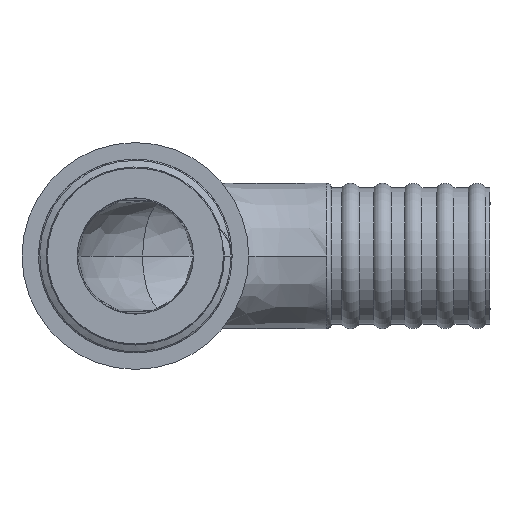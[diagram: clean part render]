
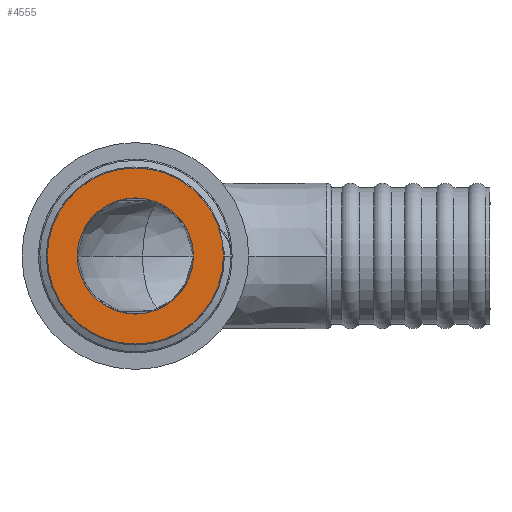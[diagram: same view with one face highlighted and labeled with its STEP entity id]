
A CAD part, front view. The second image highlights one B-rep face of the part: STEP entity #4555.
In plain terms, the highlighted planar face has unit normal (0, -1, 0).
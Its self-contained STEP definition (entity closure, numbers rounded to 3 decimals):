
#877 = VERTEX_POINT ( 'NONE', #3264 ) ;
#885 = VERTEX_POINT ( 'NONE', #3272 ) ;
#999 = EDGE_LOOP ( 'NONE', ( #3193, #3194 ) ) ;
#1046 = EDGE_LOOP ( 'NONE', ( #3191, #3192 ) ) ;
#2630 = CARTESIAN_POINT ( 'NONE',  ( 0., -54., 0. ) ) ;
#2631 = DIRECTION ( 'NONE',  ( 0., 1., 0. ) ) ;
#2632 = DIRECTION ( 'NONE',  ( 0., 0., 1. ) ) ;
#2696 = CARTESIAN_POINT ( 'NONE',  ( 0., -54., 0. ) ) ;
#2697 = DIRECTION ( 'NONE',  ( 0., 1., 0. ) ) ;
#2698 = DIRECTION ( 'NONE',  ( 0., 0., 1. ) ) ;
#2729 = CARTESIAN_POINT ( 'NONE',  ( -10., -54., 0. ) ) ;
#3094 = VERTEX_POINT ( 'NONE', #3328 ) ;
#3191 = ORIENTED_EDGE ( 'NONE', *, *, #4573, .F. ) ;
#3192 = ORIENTED_EDGE ( 'NONE', *, *, #3770, .F. ) ;
#3193 = ORIENTED_EDGE ( 'NONE', *, *, #4498, .F. ) ;
#3194 = ORIENTED_EDGE ( 'NONE', *, *, #4486, .F. ) ;
#3253 = VERTEX_POINT ( 'NONE', #2729 ) ;
#3264 = CARTESIAN_POINT ( 'NONE',  ( 0., -54., -15.146 ) ) ;
#3272 = CARTESIAN_POINT ( 'NONE',  ( 0., -54., 15.146 ) ) ;
#3328 = CARTESIAN_POINT ( 'NONE',  ( 10., -54., 0. ) ) ;
#3770 = EDGE_CURVE ( 'NONE', #3094, #3253, #4713, .T. ) ;
#3990 = CARTESIAN_POINT ( 'NONE',  ( 0., -54., 0. ) ) ;
#3991 = DIRECTION ( 'NONE',  ( 0., -1., 0. ) ) ;
#3992 = DIRECTION ( 'NONE',  ( 0., 0., -1. ) ) ;
#4486 = EDGE_CURVE ( 'NONE', #877, #885, #4823, .T. ) ;
#4498 = EDGE_CURVE ( 'NONE', #885, #877, #4828, .T. ) ;
#4555 = ADVANCED_FACE ( 'NONE', ( #5244, #5241 ), #5245, .T. ) ;
#4573 = EDGE_CURVE ( 'NONE', #3253, #3094, #4913, .T. ) ;
#4713 = CIRCLE ( 'NONE', #4715, 10. ) ;
#4715 = AXIS2_PLACEMENT_3D ( 'NONE', #3990, #3991, #3992 ) ;
#4823 = CIRCLE ( 'NONE', #4824, 15.146 ) ;
#4824 = AXIS2_PLACEMENT_3D ( 'NONE', #2630, #2631, #2632 ) ;
#4828 = CIRCLE ( 'NONE', #4830, 15.146 ) ;
#4830 = AXIS2_PLACEMENT_3D ( 'NONE', #2696, #2697, #2698 ) ;
#4908 = AXIS2_PLACEMENT_3D ( 'NONE', #5236, #5246, #5247 ) ;
#4913 = CIRCLE ( 'NONE', #4917, 10. ) ;
#4917 = AXIS2_PLACEMENT_3D ( 'NONE', #5926, #5927, #5928 ) ;
#5236 = CARTESIAN_POINT ( 'NONE',  ( 0., -54., 0. ) ) ;
#5241 = FACE_OUTER_BOUND ( 'NONE', #999, .T. ) ;
#5244 = FACE_BOUND ( 'NONE', #1046, .T. ) ;
#5245 = PLANE ( 'NONE',  #4908 ) ;
#5246 = DIRECTION ( 'NONE',  ( 0., -1., 0. ) ) ;
#5247 = DIRECTION ( 'NONE',  ( 0., 0., -1. ) ) ;
#5926 = CARTESIAN_POINT ( 'NONE',  ( 0., -54., 0. ) ) ;
#5927 = DIRECTION ( 'NONE',  ( 0., -1., 0. ) ) ;
#5928 = DIRECTION ( 'NONE',  ( 0., 0., -1. ) ) ;
